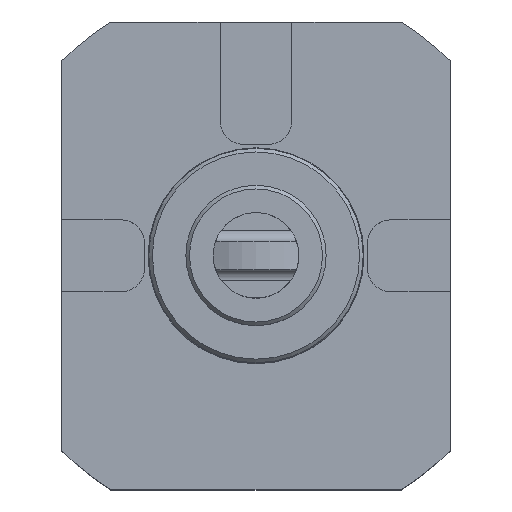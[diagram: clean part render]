
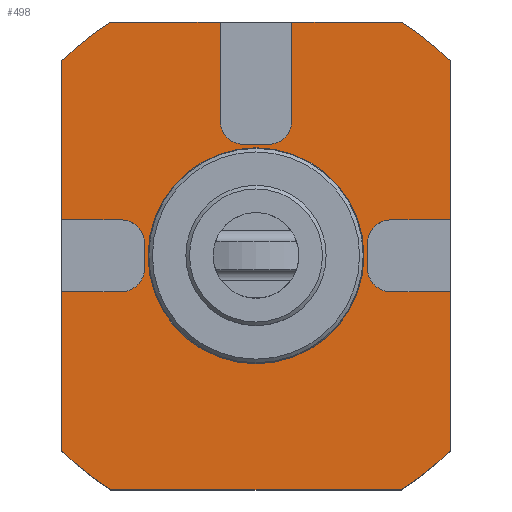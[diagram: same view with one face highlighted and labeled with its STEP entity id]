
A CAD part, top view. The second image highlights one B-rep face of the part: STEP entity #498.
In plain terms, the highlighted planar face has unit normal (0, 0, 1).
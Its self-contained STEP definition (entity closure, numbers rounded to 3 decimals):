
#134=LINE('',#2475,#250);
#135=LINE('',#2477,#251);
#136=LINE('',#2481,#252);
#137=LINE('',#2483,#253);
#138=LINE('',#2487,#254);
#139=LINE('',#2491,#255);
#140=LINE('',#2493,#256);
#141=LINE('',#2497,#257);
#142=LINE('',#2501,#258);
#143=LINE('',#2503,#259);
#144=LINE('',#2507,#260);
#145=LINE('',#2511,#261);
#146=LINE('',#2513,#262);
#147=LINE('',#2517,#263);
#148=LINE('',#2519,#264);
#149=LINE('',#2523,#265);
#250=VECTOR('',#1793,1.);
#251=VECTOR('',#1794,1.);
#252=VECTOR('',#1797,1.);
#253=VECTOR('',#1798,1.);
#254=VECTOR('',#1801,1.);
#255=VECTOR('',#1804,1.);
#256=VECTOR('',#1805,1.);
#257=VECTOR('',#1808,1.);
#258=VECTOR('',#1811,1.);
#259=VECTOR('',#1812,1.);
#260=VECTOR('',#1815,1.);
#261=VECTOR('',#1818,1.);
#262=VECTOR('',#1819,1.);
#263=VECTOR('',#1822,1.);
#264=VECTOR('',#1823,1.);
#265=VECTOR('',#1826,1.);
#372=PLANE('',#1610);
#432=CIRCLE('',#1599,6.5);
#433=CIRCLE('',#1600,76.5);
#434=CIRCLE('',#1601,6.5);
#435=CIRCLE('',#1602,6.5);
#436=CIRCLE('',#1603,76.5);
#437=CIRCLE('',#1604,76.5);
#438=CIRCLE('',#1605,6.5);
#439=CIRCLE('',#1606,6.5);
#440=CIRCLE('',#1607,76.5);
#441=CIRCLE('',#1608,6.5);
#442=CIRCLE('',#1609,30.);
#498=ADVANCED_FACE('',(#600,#601),#372,.F.);
#600=FACE_BOUND('',#671,.T.);
#601=FACE_BOUND('',#672,.T.);
#671=EDGE_LOOP('',(#815,#816,#817,#818,#819,#820,#821,#822,#823,#824,#825,
#826,#827,#828,#829,#830,#831,#832,#833,#834,#835,#836,#837,#838,#839,#840));
#672=EDGE_LOOP('',(#841));
#815=ORIENTED_EDGE('',*,*,#1362,.F.);
#816=ORIENTED_EDGE('',*,*,#1363,.F.);
#817=ORIENTED_EDGE('',*,*,#1364,.F.);
#818=ORIENTED_EDGE('',*,*,#1365,.F.);
#819=ORIENTED_EDGE('',*,*,#1366,.F.);
#820=ORIENTED_EDGE('',*,*,#1367,.F.);
#821=ORIENTED_EDGE('',*,*,#1368,.F.);
#822=ORIENTED_EDGE('',*,*,#1369,.F.);
#823=ORIENTED_EDGE('',*,*,#1370,.F.);
#824=ORIENTED_EDGE('',*,*,#1371,.F.);
#825=ORIENTED_EDGE('',*,*,#1372,.F.);
#826=ORIENTED_EDGE('',*,*,#1373,.F.);
#827=ORIENTED_EDGE('',*,*,#1374,.F.);
#828=ORIENTED_EDGE('',*,*,#1375,.F.);
#829=ORIENTED_EDGE('',*,*,#1376,.F.);
#830=ORIENTED_EDGE('',*,*,#1377,.F.);
#831=ORIENTED_EDGE('',*,*,#1378,.F.);
#832=ORIENTED_EDGE('',*,*,#1379,.F.);
#833=ORIENTED_EDGE('',*,*,#1380,.F.);
#834=ORIENTED_EDGE('',*,*,#1381,.F.);
#835=ORIENTED_EDGE('',*,*,#1382,.F.);
#836=ORIENTED_EDGE('',*,*,#1383,.F.);
#837=ORIENTED_EDGE('',*,*,#1384,.F.);
#838=ORIENTED_EDGE('',*,*,#1385,.F.);
#839=ORIENTED_EDGE('',*,*,#1386,.F.);
#840=ORIENTED_EDGE('',*,*,#1387,.F.);
#841=ORIENTED_EDGE('',*,*,#1388,.T.);
#1215=VERTEX_POINT('',#2473);
#1216=VERTEX_POINT('',#2474);
#1217=VERTEX_POINT('',#2476);
#1218=VERTEX_POINT('',#2478);
#1219=VERTEX_POINT('',#2480);
#1220=VERTEX_POINT('',#2482);
#1221=VERTEX_POINT('',#2484);
#1222=VERTEX_POINT('',#2486);
#1223=VERTEX_POINT('',#2488);
#1224=VERTEX_POINT('',#2490);
#1225=VERTEX_POINT('',#2492);
#1226=VERTEX_POINT('',#2494);
#1227=VERTEX_POINT('',#2496);
#1228=VERTEX_POINT('',#2498);
#1229=VERTEX_POINT('',#2500);
#1230=VERTEX_POINT('',#2502);
#1231=VERTEX_POINT('',#2504);
#1232=VERTEX_POINT('',#2506);
#1233=VERTEX_POINT('',#2508);
#1234=VERTEX_POINT('',#2510);
#1235=VERTEX_POINT('',#2512);
#1236=VERTEX_POINT('',#2514);
#1237=VERTEX_POINT('',#2516);
#1238=VERTEX_POINT('',#2518);
#1239=VERTEX_POINT('',#2520);
#1240=VERTEX_POINT('',#2522);
#1241=VERTEX_POINT('',#2525);
#1362=EDGE_CURVE('',#1215,#1216,#432,.T.);
#1363=EDGE_CURVE('',#1217,#1215,#134,.T.);
#1364=EDGE_CURVE('',#1218,#1217,#135,.T.);
#1365=EDGE_CURVE('',#1219,#1218,#433,.T.);
#1366=EDGE_CURVE('',#1220,#1219,#136,.T.);
#1367=EDGE_CURVE('',#1221,#1220,#137,.T.);
#1368=EDGE_CURVE('',#1222,#1221,#434,.T.);
#1369=EDGE_CURVE('',#1223,#1222,#138,.T.);
#1370=EDGE_CURVE('',#1224,#1223,#435,.T.);
#1371=EDGE_CURVE('',#1225,#1224,#139,.T.);
#1372=EDGE_CURVE('',#1226,#1225,#140,.T.);
#1373=EDGE_CURVE('',#1227,#1226,#436,.T.);
#1374=EDGE_CURVE('',#1228,#1227,#141,.T.);
#1375=EDGE_CURVE('',#1229,#1228,#437,.T.);
#1376=EDGE_CURVE('',#1230,#1229,#142,.T.);
#1377=EDGE_CURVE('',#1231,#1230,#143,.T.);
#1378=EDGE_CURVE('',#1232,#1231,#438,.T.);
#1379=EDGE_CURVE('',#1233,#1232,#144,.T.);
#1380=EDGE_CURVE('',#1234,#1233,#439,.T.);
#1381=EDGE_CURVE('',#1235,#1234,#145,.T.);
#1382=EDGE_CURVE('',#1236,#1235,#146,.T.);
#1383=EDGE_CURVE('',#1237,#1236,#440,.T.);
#1384=EDGE_CURVE('',#1238,#1237,#147,.T.);
#1385=EDGE_CURVE('',#1239,#1238,#148,.T.);
#1386=EDGE_CURVE('',#1240,#1239,#441,.T.);
#1387=EDGE_CURVE('',#1216,#1240,#149,.T.);
#1388=EDGE_CURVE('',#1241,#1241,#442,.T.);
#1599=AXIS2_PLACEMENT_3D('',#2472,#1791,#1792);
#1600=AXIS2_PLACEMENT_3D('',#2479,#1795,#1796);
#1601=AXIS2_PLACEMENT_3D('',#2485,#1799,#1800);
#1602=AXIS2_PLACEMENT_3D('',#2489,#1802,#1803);
#1603=AXIS2_PLACEMENT_3D('',#2495,#1806,#1807);
#1604=AXIS2_PLACEMENT_3D('',#2499,#1809,#1810);
#1605=AXIS2_PLACEMENT_3D('',#2505,#1813,#1814);
#1606=AXIS2_PLACEMENT_3D('',#2509,#1816,#1817);
#1607=AXIS2_PLACEMENT_3D('',#2515,#1820,#1821);
#1608=AXIS2_PLACEMENT_3D('',#2521,#1824,#1825);
#1609=AXIS2_PLACEMENT_3D('',#2524,#1827,#1828);
#1610=AXIS2_PLACEMENT_3D('',#2526,#1829,#1830);
#1791=DIRECTION('',(0.,0.,1.));
#1792=DIRECTION('',(-1.,0.,0.));
#1793=DIRECTION('',(0.,-1.,0.));
#1794=DIRECTION('',(1.,0.,0.));
#1795=DIRECTION('',(0.,0.,-1.));
#1796=DIRECTION('',(0.,1.,0.));
#1797=DIRECTION('',(0.,1.,0.));
#1798=DIRECTION('',(-1.,0.,0.));
#1799=DIRECTION('',(0.,0.,1.));
#1800=DIRECTION('',(-1.,0.,0.));
#1801=DIRECTION('',(0.,1.,0.));
#1802=DIRECTION('',(0.,0.,1.));
#1803=DIRECTION('',(-1.,0.,0.));
#1804=DIRECTION('',(1.,0.,0.));
#1805=DIRECTION('',(0.,1.,0.));
#1806=DIRECTION('',(0.,0.,-1.));
#1807=DIRECTION('',(0.,1.,0.));
#1808=DIRECTION('',(-1.,0.,0.));
#1809=DIRECTION('',(0.,0.,-1.));
#1810=DIRECTION('',(0.,1.,0.));
#1811=DIRECTION('',(0.,-1.,0.));
#1812=DIRECTION('',(1.,0.,0.));
#1813=DIRECTION('',(0.,0.,1.));
#1814=DIRECTION('',(-1.,0.,0.));
#1815=DIRECTION('',(0.,-1.,0.));
#1816=DIRECTION('',(0.,0.,1.));
#1817=DIRECTION('',(1.,0.,0.));
#1818=DIRECTION('',(-1.,0.,0.));
#1819=DIRECTION('',(0.,-1.,0.));
#1820=DIRECTION('',(0.,0.,-1.));
#1821=DIRECTION('',(0.,1.,0.));
#1822=DIRECTION('',(1.,0.,0.));
#1823=DIRECTION('',(0.,1.,0.));
#1824=DIRECTION('',(0.,0.,1.));
#1825=DIRECTION('',(-1.,0.,0.));
#1826=DIRECTION('',(1.,0.,0.));
#1827=DIRECTION('',(0.,0.,-1.));
#1828=DIRECTION('',(0.,-1.,0.));
#1829=DIRECTION('',(0.,0.,-1.));
#1830=DIRECTION('',(0.,1.,0.));
#2472=CARTESIAN_POINT('',(-3.5,37.5,0.));
#2473=CARTESIAN_POINT('',(-10.,37.5,0.));
#2474=CARTESIAN_POINT('',(-3.5,31.,0.));
#2475=CARTESIAN_POINT('',(-10.,71.726,0.));
#2476=CARTESIAN_POINT('',(-10.,65.,0.));
#2477=CARTESIAN_POINT('',(40.339,65.,0.));
#2478=CARTESIAN_POINT('',(-40.339,65.,0.));
#2479=CARTESIAN_POINT('',(0.,0.,0.));
#2480=CARTESIAN_POINT('',(-54.,54.187,0.));
#2481=CARTESIAN_POINT('',(-54.,54.187,0.));
#2482=CARTESIAN_POINT('',(-54.,10.,0.));
#2483=CARTESIAN_POINT('',(-37.5,10.,0.));
#2484=CARTESIAN_POINT('',(-37.5,10.,0.));
#2485=CARTESIAN_POINT('',(-37.5,3.5,0.));
#2486=CARTESIAN_POINT('',(-31.,3.5,0.));
#2487=CARTESIAN_POINT('',(-31.,-3.5,0.));
#2488=CARTESIAN_POINT('',(-31.,-3.5,0.));
#2489=CARTESIAN_POINT('',(-37.5,-3.5,0.));
#2490=CARTESIAN_POINT('',(-37.5,-10.,0.));
#2491=CARTESIAN_POINT('',(-61.701,-10.,0.));
#2492=CARTESIAN_POINT('',(-54.,-10.,0.));
#2493=CARTESIAN_POINT('',(-54.,54.187,0.));
#2494=CARTESIAN_POINT('',(-54.,-54.187,0.));
#2495=CARTESIAN_POINT('',(0.,0.,0.));
#2496=CARTESIAN_POINT('',(-40.339,-65.,0.));
#2497=CARTESIAN_POINT('',(40.339,-65.,0.));
#2498=CARTESIAN_POINT('',(40.339,-65.,0.));
#2499=CARTESIAN_POINT('',(0.,0.,0.));
#2500=CARTESIAN_POINT('',(54.,-54.187,0.));
#2501=CARTESIAN_POINT('',(54.,-54.187,0.));
#2502=CARTESIAN_POINT('',(54.,-10.,0.));
#2503=CARTESIAN_POINT('',(37.5,-10.,0.));
#2504=CARTESIAN_POINT('',(37.5,-10.,0.));
#2505=CARTESIAN_POINT('',(37.5,-3.5,0.));
#2506=CARTESIAN_POINT('',(31.,-3.5,0.));
#2507=CARTESIAN_POINT('',(31.,3.5,0.));
#2508=CARTESIAN_POINT('',(31.,3.5,0.));
#2509=CARTESIAN_POINT('',(37.5,3.5,0.));
#2510=CARTESIAN_POINT('',(37.5,10.,0.));
#2511=CARTESIAN_POINT('',(65.927,10.,0.));
#2512=CARTESIAN_POINT('',(54.,10.,0.));
#2513=CARTESIAN_POINT('',(54.,-54.187,0.));
#2514=CARTESIAN_POINT('',(54.,54.187,0.));
#2515=CARTESIAN_POINT('',(0.,0.,0.));
#2516=CARTESIAN_POINT('',(40.339,65.,0.));
#2517=CARTESIAN_POINT('',(40.339,65.,0.));
#2518=CARTESIAN_POINT('',(10.,65.,0.));
#2519=CARTESIAN_POINT('',(10.,37.5,0.));
#2520=CARTESIAN_POINT('',(10.,37.5,0.));
#2521=CARTESIAN_POINT('',(3.5,37.5,0.));
#2522=CARTESIAN_POINT('',(3.5,31.,0.));
#2523=CARTESIAN_POINT('',(-3.5,31.,0.));
#2524=CARTESIAN_POINT('',(0.,0.,0.));
#2525=CARTESIAN_POINT('',(0.,-30.,0.));
#2526=CARTESIAN_POINT('',(0.,0.,0.));
